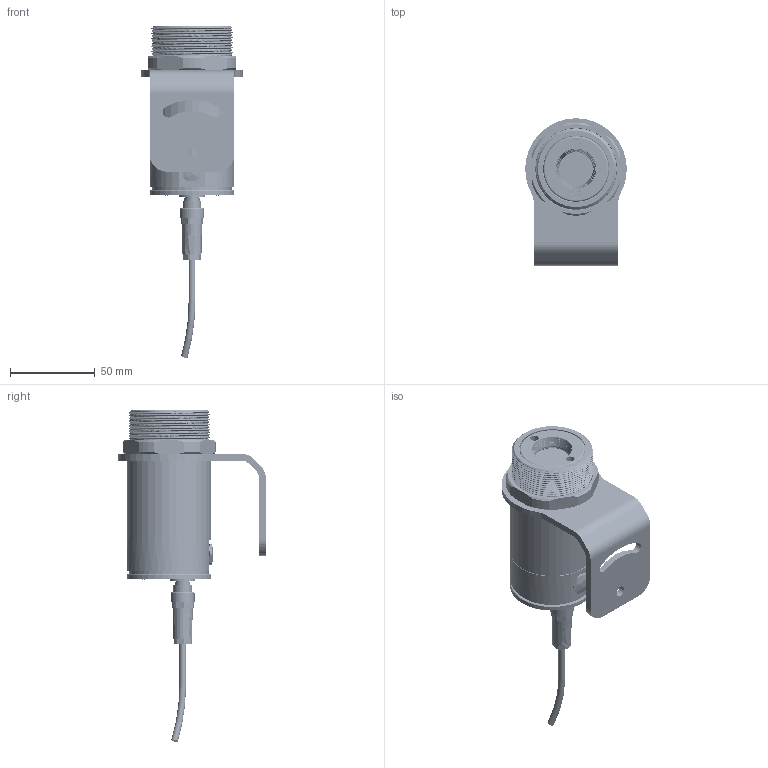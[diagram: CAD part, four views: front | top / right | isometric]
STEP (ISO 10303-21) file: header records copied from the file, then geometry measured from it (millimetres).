
FILE_DESCRIPTION (( 'STEP AP214' ), '1' );
FILE_NAME ('9C305-3 Messkopfgehäuse-CTL-St.STEP', '2016-02-24T14:38:07', ( 'qwe' ), ( '' ), 'SwSTEP 2.0', 'SolidWorks 2015', '' );
FILE_SCHEMA (( 'AUTOMOTIVE_DESIGN' ));
Length unit declared in the file: millimetre
Products named in the file (54): Flanschstecker-09-0415-00-07; Det-Chip-TS80; 1L037-2 Glasscheibe; 61208 Linsenschraube KSDIN 7985 VZ M2 x 16; Det-Sockel-3P; 1L029 Klemmscheibe; Det-Pin; 1L016 Kugelaufnahme; 1L028 Frontring; 63041 O-Ring 45x1_O-Ring 45 x 1; Det-Glasdurchführung; 1L020-2 Detectorhülse; 63162 O-Ring 37 x 1,5_O-Ring 38 x 1,5; Det-Boden-TO39; 9C015-1 Lasermodul-3VDC-450琺_Punktlaser; 1C319 Montagewinkel; 9L007-11 Fokusschlitten-LT-CTL_9L007 Fokusschlitten CT-75; 9C306-5 Doppellinsenoptik-CTL-LT-SF_H〕le; 1L024X Schlittengleitschiene; PCB-3V-Laser; 9L007-1 Linsenschlitten-LT; Druckfeder-LLM; 61205 Gewindestift ISK DIN913 A2 M2x8_DIN 913 - M2 x 5-S; 1C307 Frontring; 66901 Magnet DM 3 x1,5; Laserdiode ELD63NTI5; 63161 O-Ring 38 x 1,5_O-Ring 38 x 1,5; 1C303 Haltering; 1L013 Linsenschlitten; 1L026 lensholder; 63152 O-Ring 5 x 1,5_O-Ring 5 x 1,5; 1L007 Si-PK-Linse; 1Lxx2 Laserlinse-D3_Linse mit Strahl; 63011 O-Ring 20x1_O-Ring 20 x 1; 1C312-2 Ringaufsatz-4Bo; 1Lxx1 Lasergehäuse; Etti-Hülse3x5x3; 1C305-3 Deckel-4Bo-St; 1L015 Optikf黨rungschale_1L015-3 Optikf乭rungsschale CT-75; 1L037 Laser-window ...
Assembly tree (90 placements, depth 5):
  9C305-3 Messkopfgehäuse-CTL-St
    1C301 Gehäuserohr
    1C306 Mutter M48x1,5
    1C305-3 Deckel-4Bo-St
    1C312-2 Ringaufsatz-4Bo
    9C306-5 Doppellinsenoptik-CTL-LT-SF_H〕le
      1L007 Si-PK-Linse
      9L007-11 Fokusschlitten-LT-CTL_9L007 Fokusschlitten CT-75
        9L007-1 Linsenschlitten-LT
          1L007 Si-PK-Linse
          1L013 Linsenschlitten
          66901 Magnet DM 3 x1,5
        1L024X Schlittengleitschiene  x2
      35006-50 TS-80-K217-L_35010-XX-TS80-K217
        Det-Sockel-3P
          Det-Boden-TO39
          Det-Glasdurchführung  x2
          Det-Pin  x2
        Det-Chip-TS80
        Filter-8-14
        Kappe H217A
      1L014-3 Optikoberschale CTL_1L014-3 CT-75
      1L015 Optikf黨rungschale_1L015-3 Optikf乭rungsschale CT-75
      9C015-1 Lasermodul-3VDC-450琺_Punktlaser  x2
        1Lxx1 Lasergehäuse
        1Lxx2 Laserlinse-D3_Linse mit Strahl
        1L026 lensholder
        Laserdiode ELD63NTI5
        Druckfeder-LLM
        PCB-3V-Laser
      1L020-2 Detectorhülse
      1L028 Frontring
      1L029 Klemmscheibe  x2
      1L037-2 Glasscheibe  x2
      61204 Linsenschraube KSDIN 7985 A2 M2 x 8  x4
      Square nut DIN 562 M2 -N  x6
      61206 Linsenschraube KSDIN 7985 A2 M2 x 10  x4
      61245 Federscheibe DIN 137 A2 St-Ni  x6
      1L037 Laser-window  x3
      Etti-Hülse3x5x3  x4
      63011 O-Ring 20x1_O-Ring 20 x 1
      63152 O-Ring 5 x 1,5_O-Ring 5 x 1,5  x2
      63161 O-Ring 38 x 1,5_O-Ring 38 x 1,5
      61205 Gewindestift ISK DIN913 A2 M2x8_DIN 913 - M2 x 5-S  x2
      1L016 Kugelaufnahme  x2
      1C303 Haltering
      1C307 Frontring
    1C319 Montagewinkel
    63162 O-Ring 37 x 1,5_O-Ring 38 x 1,5
    63041 O-Ring 45x1_O-Ring 45 x 1
    61208 Linsenschraube KSDIN 7985 VZ M2 x 16  x4
    Flanschstecker-09-0415-00-07
    Kabeldose-99-0414-10-05
    64001-Verschlußschraube M12x1,5
    61257 Halsschraube VZ M2,5x10,8  x4
Bounding box: 59.99 x 87 x 196.06 mm (x, y, z)
Volume: 109938.6 mm3; surface area: 112541.9 mm2
Topology: 89 solids, 91 shells, 4802 faces, 11474 edges, 6924 vertices
Faces by surface type: plane 1751, cone 1386, cylinder 1265, bspline 205, torus 137, sphere 58
Full cylindrical faces by diameter (mm): 0.363 x8, 0.4 x7, 0.45 x6, 0.5 x16, 0.9 x2, 1 x5, 1.6 x29, 1.78 x4, 2 x424, 2.05 x4, 2.2 x20, 2.4 x4, 2.5 x1, 2.6 x4, 3 x7, 3.05 x2, 3.55 x2, 4 x15, 4.05 x2, 4.4 x2, 4.5 x6, 4.95 x4, 5 x8, 5.5 x7, 5.58 x2, 6 x1, 6.5 x3, 6.6 x1, 7.8 x1, 7.81 x1
Entity records: 100277 total; most frequent: CARTESIAN_POINT 30664, ORIENTED_EDGE 13752, DIRECTION 13032, EDGE_CURVE 6876, AXIS2_PLACEMENT_3D 4989, VERTEX_POINT 4695, EDGE_LOOP 3985, FACE_OUTER_BOUND 3372
